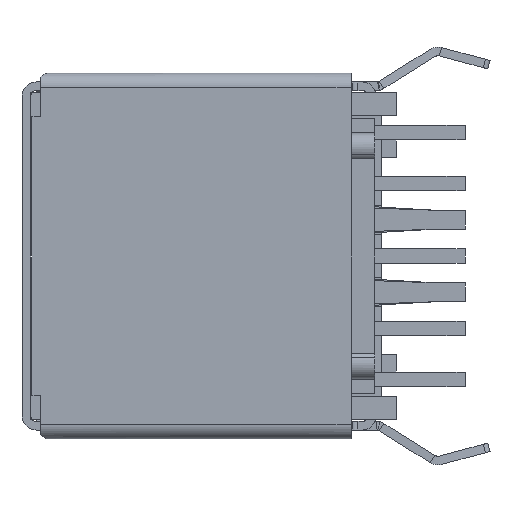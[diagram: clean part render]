
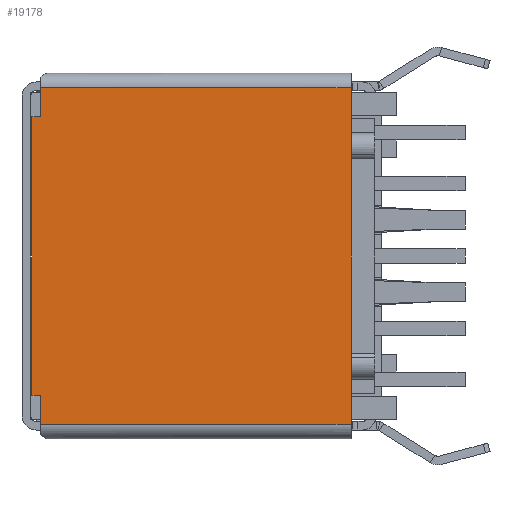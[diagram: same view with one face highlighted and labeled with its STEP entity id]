
A CAD part, left-side view. The second image highlights one B-rep face of the part: STEP entity #19178.
In plain terms, the highlighted planar face has unit normal (-1, 0, 0).
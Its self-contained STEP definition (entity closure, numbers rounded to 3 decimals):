
#1257 = VECTOR ( 'NONE', #3184, 1000. ) ;
#1431 = DIRECTION ( 'NONE',  ( 0., 1., 0. ) ) ;
#1503 = EDGE_CURVE ( 'NONE', #4508, #30570, #31373, .T. ) ;
#2244 = CARTESIAN_POINT ( 'NONE',  ( -9.175, -5.29, -6.3 ) ) ;
#2700 = LINE ( 'NONE', #23041, #38326 ) ;
#3184 = DIRECTION ( 'NONE',  ( 0., -1., 0. ) ) ;
#3635 = ORIENTED_EDGE ( 'NONE', *, *, #1503, .F. ) ;
#3968 = DIRECTION ( 'NONE',  ( 0., 0., 1. ) ) ;
#4508 = VERTEX_POINT ( 'NONE', #9874 ) ;
#5023 = ORIENTED_EDGE ( 'NONE', *, *, #34290, .F. ) ;
#5404 = CARTESIAN_POINT ( 'NONE',  ( -9.175, 5.71, 4.8 ) ) ;
#5880 = DIRECTION ( 'NONE',  ( 0., 0., 1. ) ) ;
#5895 = VERTEX_POINT ( 'NONE', #35973 ) ;
#6760 = VERTEX_POINT ( 'NONE', #36259 ) ;
#7442 = LINE ( 'NONE', #28476, #1257 ) ;
#9055 = EDGE_CURVE ( 'NONE', #45721, #30570, #10544, .T. ) ;
#9124 = VECTOR ( 'NONE', #20554, 1000. ) ;
#9326 = FACE_OUTER_BOUND ( 'NONE', #11286, .T. ) ;
#9874 = CARTESIAN_POINT ( 'NONE',  ( -9.175, -5.29, 5.8 ) ) ;
#10194 = EDGE_CURVE ( 'NONE', #5895, #36886, #11161, .T. ) ;
#10291 = CARTESIAN_POINT ( 'NONE',  ( -9.175, -5.29, -5.8 ) ) ;
#10544 = LINE ( 'NONE', #26013, #20129 ) ;
#10599 = LINE ( 'NONE', #29642, #31494 ) ;
#11161 = LINE ( 'NONE', #20755, #38905 ) ;
#11286 = EDGE_LOOP ( 'NONE', ( #3635, #31223, #34330, #5023, #14560, #22260, #37053, #26337 ) ) ;
#11834 = EDGE_CURVE ( 'NONE', #45721, #37629, #18756, .T. ) ;
#12807 = PLANE ( 'NONE',  #30794 ) ;
#14560 = ORIENTED_EDGE ( 'NONE', *, *, #10194, .F. ) ;
#18756 = LINE ( 'NONE', #25649, #46523 ) ;
#18910 = DIRECTION ( 'NONE',  ( 0., -1., 0. ) ) ;
#19178 = ADVANCED_FACE ( 'NONE', ( #9326 ), #12807, .T. ) ;
#20129 = VECTOR ( 'NONE', #40702, 1000. ) ;
#20554 = DIRECTION ( 'NONE',  ( 0., 0., 1. ) ) ;
#20755 = CARTESIAN_POINT ( 'NONE',  ( -9.175, 5.71, 4.8 ) ) ;
#21766 = VECTOR ( 'NONE', #28434, 1000. ) ;
#22260 = ORIENTED_EDGE ( 'NONE', *, *, #25944, .T. ) ;
#23041 = CARTESIAN_POINT ( 'NONE',  ( -9.175, 5.41, 5.8 ) ) ;
#24299 = EDGE_CURVE ( 'NONE', #4508, #6760, #2700, .T. ) ;
#24406 = DIRECTION ( 'NONE',  ( 0., 0., 1. ) ) ;
#25649 = CARTESIAN_POINT ( 'NONE',  ( -9.175, 5.41, -6.3 ) ) ;
#25944 = EDGE_CURVE ( 'NONE', #5895, #37629, #7442, .T. ) ;
#26013 = CARTESIAN_POINT ( 'NONE',  ( -9.175, -5.29, -5.8 ) ) ;
#26337 = ORIENTED_EDGE ( 'NONE', *, *, #9055, .T. ) ;
#27517 = DIRECTION ( 'NONE',  ( -1., 0., 0. ) ) ;
#28434 = DIRECTION ( 'NONE',  ( 0., 0., -1. ) ) ;
#28476 = CARTESIAN_POINT ( 'NONE',  ( -9.175, 5.71, -4.8 ) ) ;
#29642 = CARTESIAN_POINT ( 'NONE',  ( -9.175, 5.71, 4.8 ) ) ;
#30570 = VERTEX_POINT ( 'NONE', #10291 ) ;
#30794 = AXIS2_PLACEMENT_3D ( 'NONE', #2244, #27517, #5880 ) ;
#31223 = ORIENTED_EDGE ( 'NONE', *, *, #24299, .T. ) ;
#31373 = LINE ( 'NONE', #46324, #21766 ) ;
#31494 = VECTOR ( 'NONE', #18910, 1000. ) ;
#34290 = EDGE_CURVE ( 'NONE', #36886, #38433, #10599, .T. ) ;
#34330 = ORIENTED_EDGE ( 'NONE', *, *, #43710, .F. ) ;
#34710 = CARTESIAN_POINT ( 'NONE',  ( -9.175, 5.41, -5.8 ) ) ;
#35763 = CARTESIAN_POINT ( 'NONE',  ( -9.175, 5.41, 4.8 ) ) ;
#35973 = CARTESIAN_POINT ( 'NONE',  ( -9.175, 5.71, -4.8 ) ) ;
#36259 = CARTESIAN_POINT ( 'NONE',  ( -9.175, 5.41, 5.8 ) ) ;
#36886 = VERTEX_POINT ( 'NONE', #5404 ) ;
#37053 = ORIENTED_EDGE ( 'NONE', *, *, #11834, .F. ) ;
#37629 = VERTEX_POINT ( 'NONE', #37727 ) ;
#37727 = CARTESIAN_POINT ( 'NONE',  ( -9.175, 5.41, -4.8 ) ) ;
#37939 = LINE ( 'NONE', #42379, #9124 ) ;
#38326 = VECTOR ( 'NONE', #1431, 1000. ) ;
#38433 = VERTEX_POINT ( 'NONE', #35763 ) ;
#38905 = VECTOR ( 'NONE', #24406, 1000. ) ;
#40702 = DIRECTION ( 'NONE',  ( 0., -1., 0. ) ) ;
#42379 = CARTESIAN_POINT ( 'NONE',  ( -9.175, 5.41, -6.3 ) ) ;
#43710 = EDGE_CURVE ( 'NONE', #38433, #6760, #37939, .T. ) ;
#45721 = VERTEX_POINT ( 'NONE', #34710 ) ;
#46324 = CARTESIAN_POINT ( 'NONE',  ( -9.175, -5.29, -6.3 ) ) ;
#46523 = VECTOR ( 'NONE', #3968, 1000. ) ;
